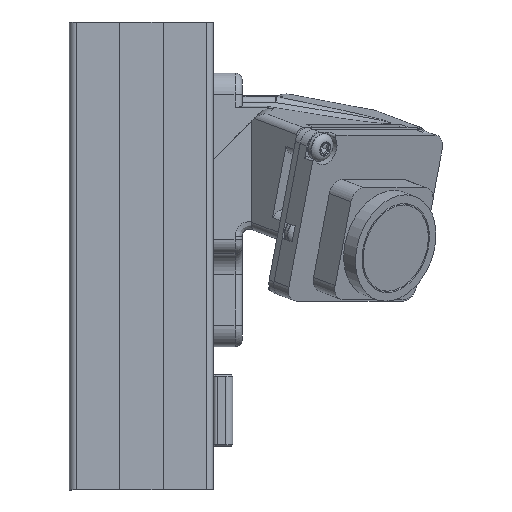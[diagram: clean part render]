
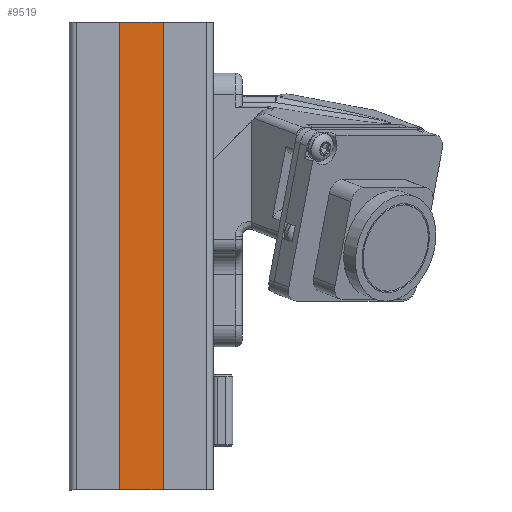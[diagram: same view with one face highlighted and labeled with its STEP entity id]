
A CAD part, left-side view. The second image highlights one B-rep face of the part: STEP entity #9519.
In plain terms, the highlighted planar face has unit normal (-1, 0, 0).
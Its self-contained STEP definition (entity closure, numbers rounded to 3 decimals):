
#336=PLANE('',#10227);
#689=FACE_OUTER_BOUND('',#1243,.T.);
#1243=EDGE_LOOP('',(#6979,#6980,#6981,#6982));
#2208=LINE('',#14437,#3140);
#2275=LINE('',#14582,#3207);
#2276=LINE('',#14585,#3208);
#2277=LINE('',#14586,#3209);
#3140=VECTOR('',#11418,10.);
#3207=VECTOR('',#11545,10.);
#3208=VECTOR('',#11548,10.);
#3209=VECTOR('',#11549,10.);
#4234=VERTEX_POINT('',#14434);
#4235=VERTEX_POINT('',#14436);
#4283=VERTEX_POINT('',#14580);
#4284=VERTEX_POINT('',#14584);
#5206=EDGE_CURVE('',#4234,#4235,#2208,.T.);
#5279=EDGE_CURVE('',#4234,#4283,#2275,.T.);
#5280=EDGE_CURVE('',#4284,#4283,#2276,.T.);
#5281=EDGE_CURVE('',#4235,#4284,#2277,.T.);
#6979=ORIENTED_EDGE('',*,*,#5279,.T.);
#6980=ORIENTED_EDGE('',*,*,#5280,.F.);
#6981=ORIENTED_EDGE('',*,*,#5281,.F.);
#6982=ORIENTED_EDGE('',*,*,#5206,.F.);
#9519=ADVANCED_FACE('',(#689),#336,.T.);
#10227=AXIS2_PLACEMENT_3D('',#14583,#11546,#11547);
#11418=DIRECTION('',(0.,1.,0.));
#11545=DIRECTION('',(0.,0.,1.));
#11546=DIRECTION('center_axis',(-1.,0.,0.));
#11547=DIRECTION('ref_axis',(0.,-1.,0.));
#11548=DIRECTION('',(0.,-1.,0.));
#11549=DIRECTION('',(0.,0.,1.));
#14434=CARTESIAN_POINT('',(-4.,10.707,-29.899));
#14436=CARTESIAN_POINT('',(-4.,17.293,-29.899));
#14437=CARTESIAN_POINT('',(-4.,17.293,-29.899));
#14580=CARTESIAN_POINT('',(-4.,10.707,35.101));
#14582=CARTESIAN_POINT('',(-4.,10.707,0.101));
#14583=CARTESIAN_POINT('Origin',(-4.,17.293,0.101));
#14584=CARTESIAN_POINT('',(-4.,17.293,35.101));
#14585=CARTESIAN_POINT('',(-4.,17.293,35.101));
#14586=CARTESIAN_POINT('',(-4.,17.293,0.101));
